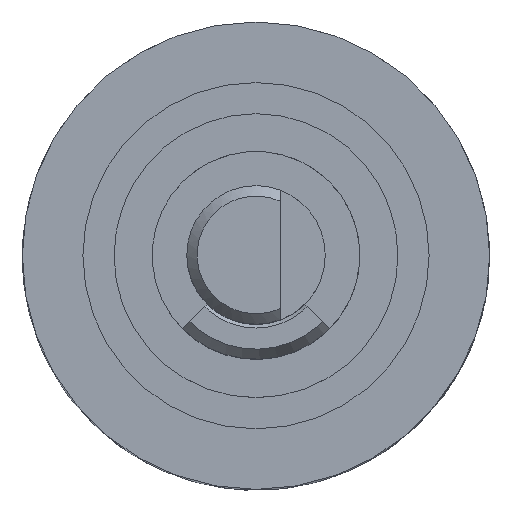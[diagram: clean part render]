
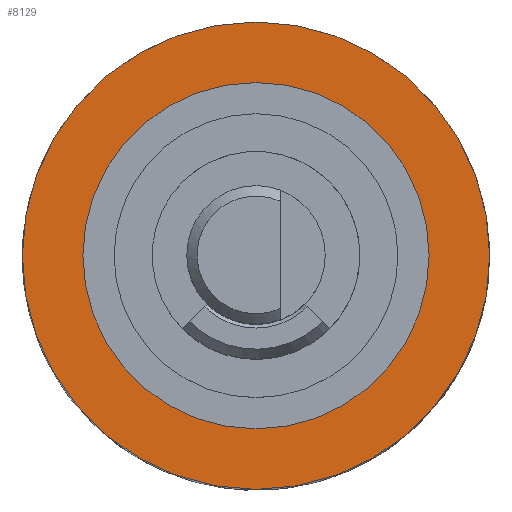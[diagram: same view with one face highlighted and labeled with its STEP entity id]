
A CAD part, top view. The second image highlights one B-rep face of the part: STEP entity #8129.
In plain terms, the highlighted face is planar.
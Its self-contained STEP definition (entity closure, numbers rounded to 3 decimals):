
#577 = CARTESIAN_POINT ( 'NONE',  ( 6.75, 0., 3.267 ) ) ;
#1340 = ORIENTED_EDGE ( 'NONE', *, *, #7431, .F. ) ;
#1987 = FACE_BOUND ( 'NONE', #5970, .T. ) ;
#2388 = PLANE ( 'NONE',  #7839 ) ;
#2389 = CARTESIAN_POINT ( 'NONE',  ( 0., 0., 3.267 ) ) ;
#3132 = DIRECTION ( 'NONE',  ( 0., 1., 0. ) ) ;
#3199 = DIRECTION ( 'NONE',  ( 0., 0., 1. ) ) ;
#3651 = CIRCLE ( 'NONE', #6960, 6.75 ) ;
#3666 = CARTESIAN_POINT ( 'NONE',  ( 0., 0., 3.267 ) ) ;
#3773 = CIRCLE ( 'NONE', #6106, 5. ) ;
#3911 = DIRECTION ( 'NONE',  ( -1., 0., 0. ) ) ;
#4456 = DIRECTION ( 'NONE',  ( 1., 0., 0. ) ) ;
#4494 = DIRECTION ( 'NONE',  ( 0., 0., 1. ) ) ;
#4602 = DIRECTION ( 'NONE',  ( 0., 0., -1. ) ) ;
#4687 = EDGE_CURVE ( 'NONE', #7563, #7563, #3773, .T. ) ;
#5952 = CARTESIAN_POINT ( 'NONE',  ( 0., 5., 3.267 ) ) ;
#5970 = EDGE_LOOP ( 'NONE', ( #9798 ) ) ;
#6106 = AXIS2_PLACEMENT_3D ( 'NONE', #2389, #3199, #3132 ) ;
#6838 = VERTEX_POINT ( 'NONE', #577 ) ;
#6960 = AXIS2_PLACEMENT_3D ( 'NONE', #3666, #4494, #4456 ) ;
#7370 = EDGE_LOOP ( 'NONE', ( #1340 ) ) ;
#7431 = EDGE_CURVE ( 'NONE', #6838, #6838, #3651, .T. ) ;
#7563 = VERTEX_POINT ( 'NONE', #5952 ) ;
#7839 = AXIS2_PLACEMENT_3D ( 'NONE', #8435, #4602, #3911 ) ;
#8129 = ADVANCED_FACE ( 'NONE', ( #1987, #8962 ), #2388, .T. ) ;
#8435 = CARTESIAN_POINT ( 'NONE',  ( 6.75, 0., 3.267 ) ) ;
#8962 = FACE_OUTER_BOUND ( 'NONE', #7370, .T. ) ;
#9798 = ORIENTED_EDGE ( 'NONE', *, *, #4687, .T. ) ;
